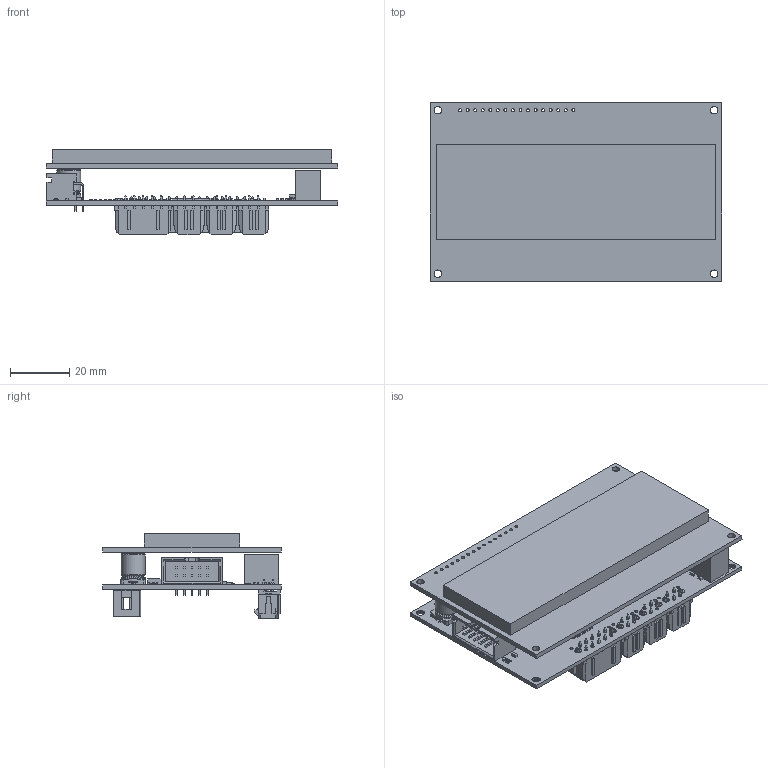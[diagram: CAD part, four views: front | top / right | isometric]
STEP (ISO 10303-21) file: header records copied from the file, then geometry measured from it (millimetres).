
FILE_DESCRIPTION(('Open CASCADE Model'),'2;1');
FILE_NAME('Open CASCADE Shape Model','2021-11-28T18:55:43',('Author'),( 'Open CASCADE'),'Open CASCADE STEP processor 6.8','Open CASCADE 6.8' ,'Unknown');
FILE_SCHEMA(('AUTOMOTIVE_DESIGN { 1 0 10303 214 1 1 1 1 }'));
Length unit declared in the file: millimetre
Products named in the file (116): PCB; Board; Open CASCADE STEP translator 6.8 2.1.1; SWC; 43045-0424_RGB8421504; Open CASCADE STEP translator 6.8 2.2.1.1; Open CASCADE STEP translator 6.8 2.2.1.2; DIC; CAN_3; SD_TS; 43045-1024; Open CASCADE STEP translator 6.8 2.5.1.1; Open CASCADE STEP translator 6.8 2.5.1.2; Heart1; WL-SMCW_0603_LED; housing; cover; base; Polarity_Mark; Foult1; R7; Stackpole_CSR0603_Res; R24; JTAG1; 5103311-1; C21; 6834380128; Extruded; 6834379888; U4; 6834383248; U3; 6834383088; U2; 6834383568; U1; 6834382928; R55; R54; R53 ...
Assembly tree (212 placements, depth 4):
  PCB
    Board
      Open CASCADE STEP translator 6.8 2.1.1
    SWC
      43045-0424_RGB8421504
        Open CASCADE STEP translator 6.8 2.2.1.1
        Open CASCADE STEP translator 6.8 2.2.1.2
    DIC
      43045-0424_RGB8421504
        Open CASCADE STEP translator 6.8 2.2.1.1
        Open CASCADE STEP translator 6.8 2.2.1.2
    CAN_3
      43045-0424_RGB8421504
        Open CASCADE STEP translator 6.8 2.2.1.1
        Open CASCADE STEP translator 6.8 2.2.1.2
    SD_TS
      43045-1024
        Open CASCADE STEP translator 6.8 2.5.1.1
        Open CASCADE STEP translator 6.8 2.5.1.2
    Heart1
      WL-SMCW_0603_LED
        housing
        cover
        base  x2
        Polarity_Mark
    Foult1
      WL-SMCW_0603_LED
        housing
        cover
        base  x2
        Polarity_Mark
    R7
      Stackpole_CSR0603_Res
    R24
      Stackpole_CSR0603_Res
    JTAG1
      5103311-1
    C21
      6834380128  x2
        Extruded
      6834379888
        Extruded
    U4
      6834383248
        Extruded
    U3
      6834383088
        Extruded
    U2
      6834383568
        Extruded
    U1
      6834382928
        Extruded
    R55
      Stackpole_CSR0603_Res
    R54
      Stackpole_CSR0603_Res
    R53
      Stackpole_CSR0603_Res
Bounding box: 98 x 60 x 28.74 mm (x, y, z)
Volume: 38439 mm3; surface area: 43747.5 mm2
Topology: 214 solids, 214 shells, 7772 faces, 19284 edges, 12179 vertices
Faces by surface type: plane 4765, bspline 1763, cylinder 909, sphere 284, torus 19, cone 16, extrusion 16
Full cylindrical faces by diameter (mm): 0.85 x6, 0.89 x10, 1 x26, 1.02 x30, 1.1 x34, 1.16 x1, 1.2 x18, 1.96 x1, 2.12 x1, 2.41 x8, 2.5 x4, 2.92 x1, 3.08 x1, 5.6 x1, 7.12 x1, 8 x2
Entity records: 78580 total; most frequent: CARTESIAN_POINT 15317, ORIENTED_EDGE 10976, DIRECTION 10591, EDGE_CURVE 5488, VECTOR 4571, LINE 4555, VERTEX_POINT 3497, AXIS2_PLACEMENT_3D 3010
